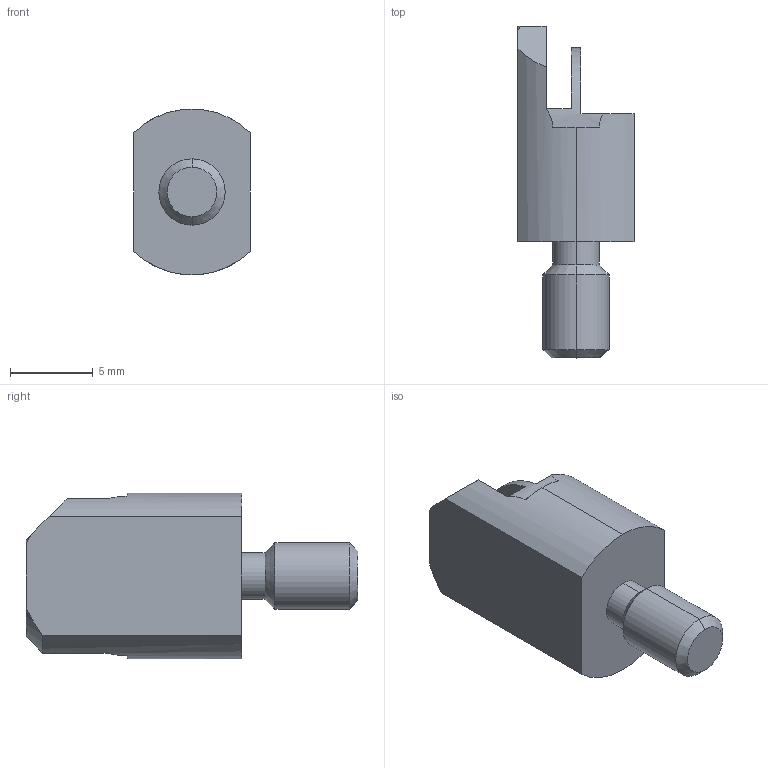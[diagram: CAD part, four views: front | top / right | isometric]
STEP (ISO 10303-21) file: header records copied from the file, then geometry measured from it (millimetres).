
FILE_DESCRIPTION (( 'STEP AP214' ), '1' );
FILE_NAME ('Outil rainure.STEP', '2023-02-18T17:33:09', ( '' ), ( '' ), 'SwSTEP 2.0', 'SolidWorks 2020', '' );
FILE_SCHEMA (( 'AUTOMOTIVE_DESIGN' ));
Length unit declared in the file: millimetre
Products named in the file (1): Outil rainure
Bounding box: 7 x 20 x 10 mm (x, y, z)
Volume: 658.2 mm3; surface area: 597.4 mm2
Topology: 1 solids, 1 shells, 30 faces, 75 edges, 48 vertices
Faces by surface type: plane 15, cylinder 9, cone 6
Entity records: 950 total; most frequent: CARTESIAN_POINT 189, DIRECTION 157, ORIENTED_EDGE 150, EDGE_CURVE 75, AXIS2_PLACEMENT_3D 60, VERTEX_POINT 48, VECTOR 37, LINE 37
